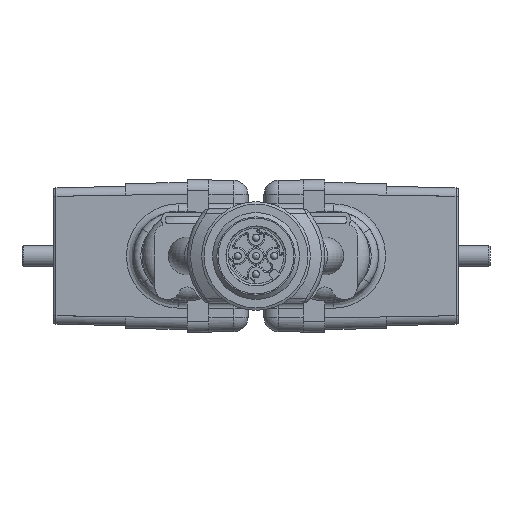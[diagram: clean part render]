
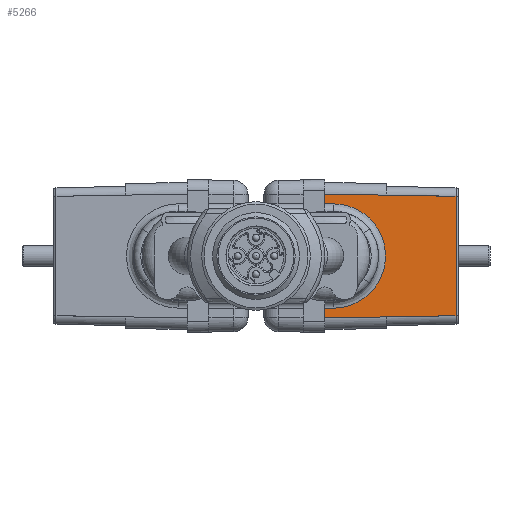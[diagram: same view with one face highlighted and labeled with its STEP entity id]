
A CAD part, front view. The second image highlights one B-rep face of the part: STEP entity #5266.
In plain terms, the highlighted planar face has unit normal (0.018, -1, 0).
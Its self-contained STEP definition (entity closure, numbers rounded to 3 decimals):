
#40=ELLIPSE('',#17956,7.201,7.2);
#843=FACE_OUTER_BOUND('',#6904,.T.);
#1405=PLANE('',#17957);
#2589=LINE('',#29559,#4009);
#2590=LINE('',#29562,#4010);
#2591=LINE('',#29564,#4011);
#2592=LINE('',#29566,#4012);
#2593=LINE('',#29568,#4013);
#2594=LINE('',#29570,#4014);
#2595=LINE('',#29571,#4015);
#2596=LINE('',#29575,#4016);
#2597=LINE('',#29576,#4017);
#2598=LINE('',#29578,#4018);
#2599=LINE('',#29580,#4019);
#4009=VECTOR('',#21399,1.);
#4010=VECTOR('',#21400,1.);
#4011=VECTOR('',#21401,1.);
#4012=VECTOR('',#21402,1.);
#4013=VECTOR('',#21403,1.);
#4014=VECTOR('',#21404,1.);
#4015=VECTOR('',#21405,1.);
#4016=VECTOR('',#21408,1.);
#4017=VECTOR('',#21409,1.);
#4018=VECTOR('',#21410,1.);
#4019=VECTOR('',#21411,1.);
#5266=ADVANCED_FACE('',(#843),#1405,.T.);
#6904=EDGE_LOOP('',(#10082,#10083,#10084,#10085,#10086,#10087,#10088,#10089,
#10090,#10091,#10092,#10093));
#10082=ORIENTED_EDGE('',*,*,#15147,.T.);
#10083=ORIENTED_EDGE('',*,*,#15148,.T.);
#10084=ORIENTED_EDGE('',*,*,#15149,.T.);
#10085=ORIENTED_EDGE('',*,*,#15150,.F.);
#10086=ORIENTED_EDGE('',*,*,#15151,.F.);
#10087=ORIENTED_EDGE('',*,*,#15152,.T.);
#10088=ORIENTED_EDGE('',*,*,#15153,.T.);
#10089=ORIENTED_EDGE('',*,*,#15154,.T.);
#10090=ORIENTED_EDGE('',*,*,#15155,.T.);
#10091=ORIENTED_EDGE('',*,*,#15156,.T.);
#10092=ORIENTED_EDGE('',*,*,#15157,.T.);
#10093=ORIENTED_EDGE('',*,*,#15158,.F.);
#13110=VERTEX_POINT('',#29542);
#13112=VERTEX_POINT('',#29547);
#13115=VERTEX_POINT('',#29560);
#13116=VERTEX_POINT('',#29561);
#13117=VERTEX_POINT('',#29563);
#13118=VERTEX_POINT('',#29565);
#13119=VERTEX_POINT('',#29567);
#13120=VERTEX_POINT('',#29569);
#13121=VERTEX_POINT('',#29572);
#13122=VERTEX_POINT('',#29574);
#13123=VERTEX_POINT('',#29577);
#13124=VERTEX_POINT('',#29579);
#15147=EDGE_CURVE('',#13115,#13116,#2589,.T.);
#15148=EDGE_CURVE('',#13116,#13117,#2590,.T.);
#15149=EDGE_CURVE('',#13117,#13118,#2591,.T.);
#15150=EDGE_CURVE('',#13119,#13118,#2592,.T.);
#15151=EDGE_CURVE('',#13120,#13119,#2593,.T.);
#15152=EDGE_CURVE('',#13120,#13112,#2594,.T.);
#15153=EDGE_CURVE('',#13112,#13121,#2595,.T.);
#15154=EDGE_CURVE('',#13121,#13122,#40,.T.);
#15155=EDGE_CURVE('',#13122,#13110,#2596,.T.);
#15156=EDGE_CURVE('',#13110,#13123,#2597,.T.);
#15157=EDGE_CURVE('',#13123,#13124,#2598,.T.);
#15158=EDGE_CURVE('',#13115,#13124,#2599,.T.);
#17956=AXIS2_PLACEMENT_3D('',#29573,#21406,#21407);
#17957=AXIS2_PLACEMENT_3D('',#29581,#21412,#21413);
#21399=DIRECTION('',(1.,0.017,0.017));
#21400=DIRECTION('',(0.,0.,1.));
#21401=DIRECTION('',(-1.,-0.017,0.017));
#21402=DIRECTION('',(0.,0.,-1.));
#21403=DIRECTION('',(1.,0.017,0.));
#21404=DIRECTION('',(0.,0.,-1.));
#21405=DIRECTION('',(1.,0.017,0.));
#21406=DIRECTION('',(-0.017,1.,0.));
#21407=DIRECTION('',(-1.,-0.017,0.));
#21408=DIRECTION('',(-1.,-0.017,0.));
#21409=DIRECTION('',(0.,0.,-1.));
#21410=DIRECTION('',(1.,0.017,0.));
#21411=DIRECTION('',(0.,0.,-1.));
#21412=DIRECTION('',(0.017,-1.,0.));
#21413=DIRECTION('',(0.,0.,1.));
#29542=CARTESIAN_POINT('',(75.686,48.73,-7.2));
#29547=CARTESIAN_POINT('',(75.686,48.73,7.2));
#29559=CARTESIAN_POINT('',(85.658,48.904,-8.402));
#29560=CARTESIAN_POINT('',(77.186,48.756,-8.55));
#29561=CARTESIAN_POINT('',(95.293,49.072,-8.242));
#29562=CARTESIAN_POINT('',(95.293,49.072,0.));
#29563=CARTESIAN_POINT('',(95.293,49.072,8.234));
#29564=CARTESIAN_POINT('',(77.158,48.756,8.551));
#29565=CARTESIAN_POINT('',(77.186,48.756,8.55));
#29566=CARTESIAN_POINT('',(77.186,48.756,10.15));
#29567=CARTESIAN_POINT('',(77.186,48.756,9.05));
#29568=CARTESIAN_POINT('',(78.386,48.777,9.05));
#29569=CARTESIAN_POINT('',(75.686,48.73,9.05));
#29570=CARTESIAN_POINT('',(75.686,48.73,0.));
#29571=CARTESIAN_POINT('',(78.368,48.777,7.2));
#29572=CARTESIAN_POINT('',(78.368,48.777,7.2));
#29573=CARTESIAN_POINT('',(78.368,48.777,0.));
#29574=CARTESIAN_POINT('',(78.368,48.777,-7.2));
#29575=CARTESIAN_POINT('',(69.969,48.63,-7.2));
#29576=CARTESIAN_POINT('',(75.686,48.73,0.));
#29577=CARTESIAN_POINT('',(75.686,48.73,-9.05));
#29578=CARTESIAN_POINT('',(74.187,48.704,-9.05));
#29579=CARTESIAN_POINT('',(77.186,48.756,-9.05));
#29580=CARTESIAN_POINT('',(77.186,48.756,-10.55));
#29581=CARTESIAN_POINT('',(78.386,48.777,0.));
